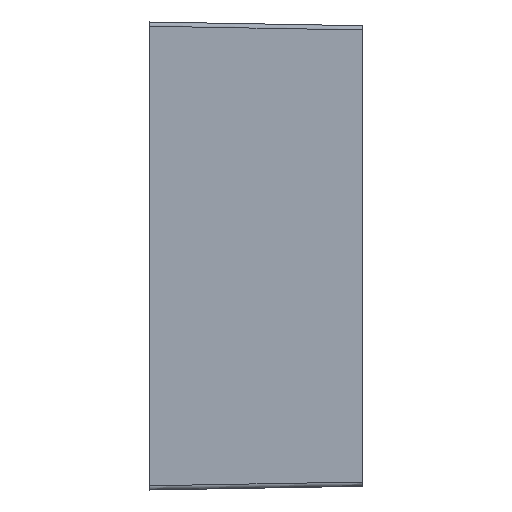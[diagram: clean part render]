
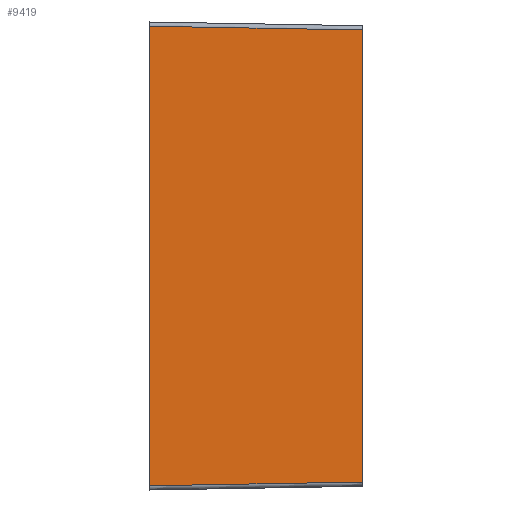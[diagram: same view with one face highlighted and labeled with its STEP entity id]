
A CAD part, left-side view. The second image highlights one B-rep face of the part: STEP entity #9419.
In plain terms, the highlighted planar face has unit normal (-1, -0.018, 0).
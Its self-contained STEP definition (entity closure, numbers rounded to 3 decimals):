
#145 = VECTOR ( 'NONE', #5153, 1000. ) ;
#775 = EDGE_CURVE ( 'NONE', #2307, #11025, #7275, .T. ) ;
#2046 = CARTESIAN_POINT ( 'NONE',  ( -525., 0., 108. ) ) ;
#2307 = VERTEX_POINT ( 'NONE', #2539 ) ;
#2422 = LINE ( 'NONE', #11378, #2490 ) ;
#2490 = VECTOR ( 'NONE', #3383, 1000. ) ;
#2539 = CARTESIAN_POINT ( 'NONE',  ( -525., 0., -108. ) ) ;
#2744 = ORIENTED_EDGE ( 'NONE', *, *, #12488, .T. ) ;
#2750 = CARTESIAN_POINT ( 'NONE',  ( -523.254, -100., 110. ) ) ;
#2787 = DIRECTION ( 'NONE',  ( -1., -0.017, 0. ) ) ;
#3383 = DIRECTION ( 'NONE',  ( 0.017, -1., 0.017 ) ) ;
#3650 = AXIS2_PLACEMENT_3D ( 'NONE', #13776, #2787, #12830 ) ;
#4064 = LINE ( 'NONE', #2750, #145 ) ;
#4265 = CARTESIAN_POINT ( 'NONE',  ( -523.254, -100., -106.255 ) ) ;
#5153 = DIRECTION ( 'NONE',  ( 0., 0., -1. ) ) ;
#5600 = ORIENTED_EDGE ( 'NONE', *, *, #10975, .T. ) ;
#5671 = EDGE_LOOP ( 'NONE', ( #12844, #2744, #11337, #5600 ) ) ;
#6397 = CARTESIAN_POINT ( 'NONE',  ( -523.254, -100., 106.255 ) ) ;
#6697 = LINE ( 'NONE', #6771, #13324 ) ;
#6771 = CARTESIAN_POINT ( 'NONE',  ( -525.001, 0.035, 108.001 ) ) ;
#7093 = PLANE ( 'NONE',  #3650 ) ;
#7275 = LINE ( 'NONE', #11630, #11289 ) ;
#8893 = EDGE_CURVE ( 'NONE', #9636, #13380, #4064, .T. ) ;
#9419 = ADVANCED_FACE ( 'NONE', ( #13923 ), #7093, .T. ) ;
#9636 = VERTEX_POINT ( 'NONE', #6397 ) ;
#10328 = DIRECTION ( 'NONE',  ( -0.017, 1., 0.017 ) ) ;
#10470 = DIRECTION ( 'NONE',  ( 0., 0., 1. ) ) ;
#10975 = EDGE_CURVE ( 'NONE', #2307, #13380, #2422, .T. ) ;
#11025 = VERTEX_POINT ( 'NONE', #2046 ) ;
#11289 = VECTOR ( 'NONE', #10470, 1000. ) ;
#11337 = ORIENTED_EDGE ( 'NONE', *, *, #775, .F. ) ;
#11378 = CARTESIAN_POINT ( 'NONE',  ( -524.934, -3.803, -107.934 ) ) ;
#11630 = CARTESIAN_POINT ( 'NONE',  ( -525., 0., 110. ) ) ;
#12488 = EDGE_CURVE ( 'NONE', #9636, #11025, #6697, .T. ) ;
#12830 = DIRECTION ( 'NONE',  ( 0.017, -1., 0. ) ) ;
#12844 = ORIENTED_EDGE ( 'NONE', *, *, #8893, .F. ) ;
#13324 = VECTOR ( 'NONE', #10328, 1000. ) ;
#13380 = VERTEX_POINT ( 'NONE', #4265 ) ;
#13776 = CARTESIAN_POINT ( 'NONE',  ( -525., 0., 110. ) ) ;
#13923 = FACE_OUTER_BOUND ( 'NONE', #5671, .T. ) ;
